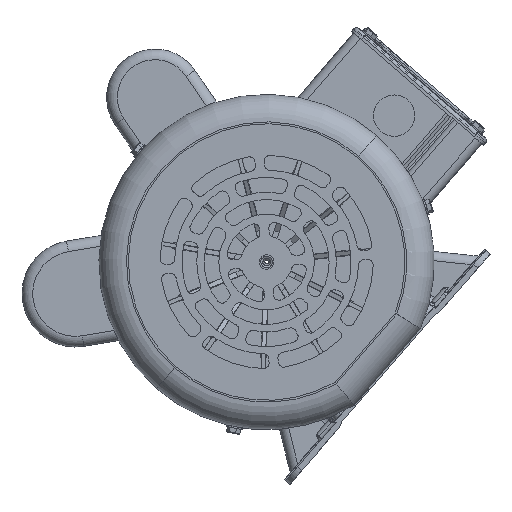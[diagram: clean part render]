
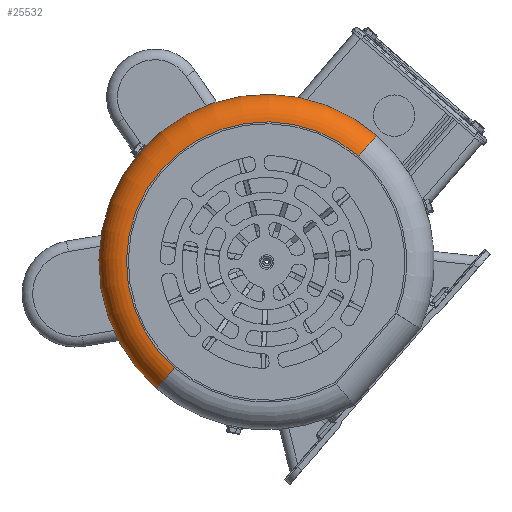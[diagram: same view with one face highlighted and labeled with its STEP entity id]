
A CAD part, left-side view. The second image highlights one B-rep face of the part: STEP entity #25532.
In plain terms, the highlighted toroidal (fillet/blend) face has major radius 76.25 mm and minor radius 15 mm.
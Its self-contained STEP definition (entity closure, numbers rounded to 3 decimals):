
#3967 = CARTESIAN_POINT ( 'NONE',  ( 57.762, 414.325, 0.144 ) ) ;
#6858 = ORIENTED_EDGE ( 'NONE', *, *, #28454, .T. ) ;
#6863 = TOROIDAL_SURFACE ( 'NONE', #20433, 76.25, 15. ) ;
#10031 = DIRECTION ( 'NONE',  ( 0., 0.755, 0.656 ) ) ;
#10374 = DIRECTION ( 'NONE',  ( 0., -0.656, 0.755 ) ) ;
#13438 = AXIS2_PLACEMENT_3D ( 'NONE', #23441, #68268, #29889 ) ;
#17964 = CARTESIAN_POINT ( 'NONE',  ( 72.762, 364.313, 57.702 ) ) ;
#19326 = EDGE_CURVE ( 'NONE', #64801, #55828, #48429, .T. ) ;
#20433 = AXIS2_PLACEMENT_3D ( 'NONE', #59647, #21501, #66307 ) ;
#21501 = DIRECTION ( 'NONE',  ( -1., 0., 0. ) ) ;
#22407 = CARTESIAN_POINT ( 'NONE',  ( 57.762, 364.313, 57.702 ) ) ;
#22658 = ORIENTED_EDGE ( 'NONE', *, *, #26445, .F. ) ;
#23441 = CARTESIAN_POINT ( 'NONE',  ( 72.762, 414.325, 0.144 ) ) ;
#24397 = DIRECTION ( 'NONE',  ( 0., 0.656, -0.755 ) ) ;
#25089 = CARTESIAN_POINT ( 'NONE',  ( 72.762, 354.475, 69.025 ) ) ;
#25122 = VERTEX_POINT ( 'NONE', #22407 ) ;
#25532 = ADVANCED_FACE ( 'NONE', ( #82946 ), #6863, .T. ) ;
#26445 = EDGE_CURVE ( 'NONE', #25122, #45087, #59711, .T. ) ;
#28454 = EDGE_CURVE ( 'NONE', #64801, #45087, #48237, .T. ) ;
#29889 = DIRECTION ( 'NONE',  ( 0., -0.656, 0.755 ) ) ;
#38488 = EDGE_CURVE ( 'NONE', #55828, #25122, #71810, .T. ) ;
#45087 = VERTEX_POINT ( 'NONE', #65329 ) ;
#45241 = AXIS2_PLACEMENT_3D ( 'NONE', #3967, #48760, #10374 ) ;
#46798 = CARTESIAN_POINT ( 'NONE',  ( 72.762, 474.174, -68.736 ) ) ;
#48021 = EDGE_LOOP ( 'NONE', ( #55383, #6858, #22658, #61934 ) ) ;
#48237 = CIRCLE ( 'NONE', #63654, 15. ) ;
#48404 = CARTESIAN_POINT ( 'NONE',  ( 72.762, 464.336, -57.414 ) ) ;
#48429 = CIRCLE ( 'NONE', #13438, 91.25 ) ;
#48760 = DIRECTION ( 'NONE',  ( -1., 0., 0. ) ) ;
#54918 = DIRECTION ( 'NONE',  ( 0., -0.656, 0.755 ) ) ;
#55383 = ORIENTED_EDGE ( 'NONE', *, *, #19326, .F. ) ;
#55828 = VERTEX_POINT ( 'NONE', #25089 ) ;
#59647 = CARTESIAN_POINT ( 'NONE',  ( 72.762, 414.325, 0.144 ) ) ;
#59711 = CIRCLE ( 'NONE', #45241, 76.25 ) ;
#61934 = ORIENTED_EDGE ( 'NONE', *, *, #38488, .F. ) ;
#62826 = DIRECTION ( 'NONE',  ( 0., -0.755, -0.656 ) ) ;
#63654 = AXIS2_PLACEMENT_3D ( 'NONE', #48404, #10031, #54918 ) ;
#64801 = VERTEX_POINT ( 'NONE', #46798 ) ;
#65329 = CARTESIAN_POINT ( 'NONE',  ( 57.762, 464.336, -57.414 ) ) ;
#66307 = DIRECTION ( 'NONE',  ( 0., -0.656, 0.755 ) ) ;
#68268 = DIRECTION ( 'NONE',  ( 1., 0., 0. ) ) ;
#71810 = CIRCLE ( 'NONE', #73862, 15. ) ;
#73862 = AXIS2_PLACEMENT_3D ( 'NONE', #17964, #62826, #24397 ) ;
#82946 = FACE_OUTER_BOUND ( 'NONE', #48021, .T. ) ;
